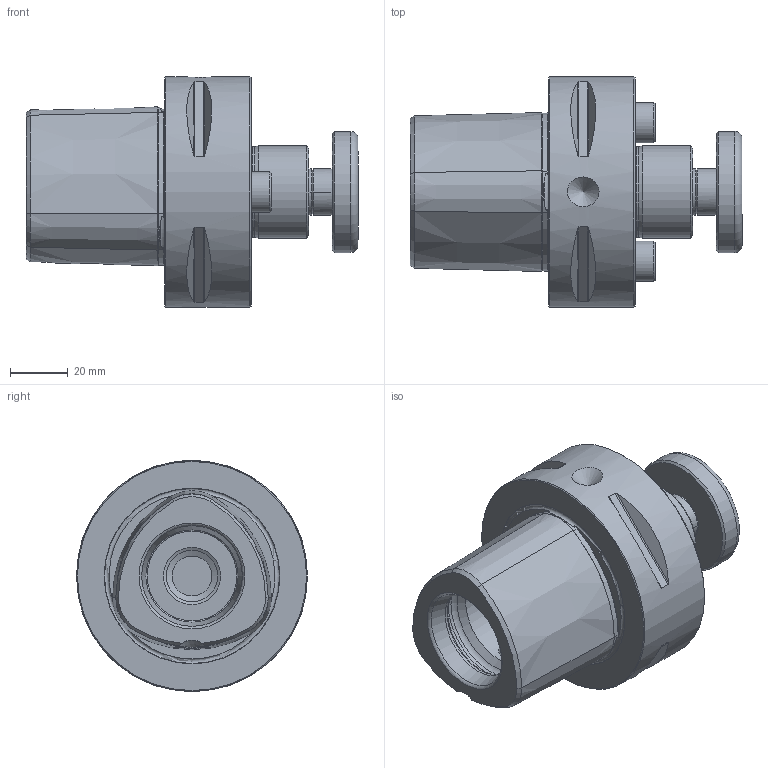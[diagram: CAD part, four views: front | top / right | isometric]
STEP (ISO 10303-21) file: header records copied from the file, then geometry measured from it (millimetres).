
FILE_DESCRIPTION( ( 'Unknown' ), '1' );
FILE_NAME( '280803210-C.stp', 'Unknown', ( 'Unknown' ), ( 'Unknown' ), 'PSStep 15.0.49', 'Unknown', ' ' );
FILE_SCHEMA( ( 'AUTOMOTIVE_DESIGN { 1 0 10303 214 1 1 1 1 }' ) );
Length unit declared in the file: millimetre
Products named in the file (6): Assem1; 0003467; 0003389; 0010525; 0010526; 0002811
Assembly tree (7 placements, depth 2):
  Assem1
    0003467
    0003389  x2
    0010525  x2
    0010526
    0002811
Bounding box: 115 x 80 x 80 mm (x, y, z)
Volume: 250101.1 mm3; surface area: 45696.7 mm2
Topology: 7 solids, 7 shells, 243 faces, 570 edges, 361 vertices
Faces by surface type: cone 92, plane 68, cylinder 62, torus 21
Full cylindrical faces by diameter (mm): 4 x1, 4.897 x2, 4.917 x2, 6.2 x2, 9.1 x2, 10 x2, 12 x4, 13.835 x2, 14 x4, 16.5 x1, 17 x1, 17.835 x2, 30.2 x1, 31.4 x1, 32 x3, 38 x1, 42 x1, 80 x1
Entity records: 7632 total; most frequent: CARTESIAN_POINT 1648, DIRECTION 920, ORIENTED_EDGE 756, AXIS2_PLACEMENT_3D 405, EDGE_CURVE 378, EDGE_LOOP 300, VERTEX_POINT 277, FACE_OUTER_BOUND 244
